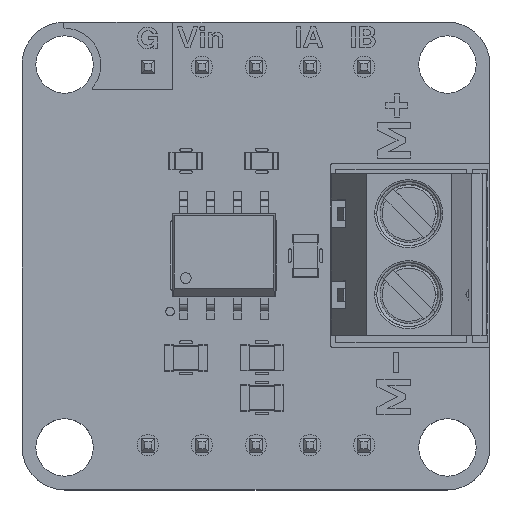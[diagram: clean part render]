
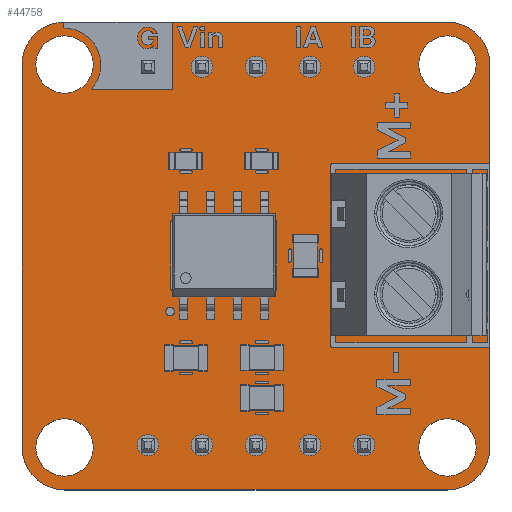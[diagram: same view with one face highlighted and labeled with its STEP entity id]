
A CAD part, top view. The second image highlights one B-rep face of the part: STEP entity #44758.
In plain terms, the highlighted planar face has unit normal (0, 0, 1).
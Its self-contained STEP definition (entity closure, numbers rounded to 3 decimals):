
#44433 = VERTEX_POINT('',#44434);
#44434 = CARTESIAN_POINT('',(8.998,11.,1.51));
#44440 = EDGE_CURVE('',#44433,#44441,#44443,.T.);
#44441 = VERTEX_POINT('',#44442);
#44442 = CARTESIAN_POINT('',(10.998,9.,1.51));
#44443 = CIRCLE('',#44444,2.);
#44444 = AXIS2_PLACEMENT_3D('',#44445,#44446,#44447);
#44445 = CARTESIAN_POINT('',(8.998,9.,1.51));
#44446 = DIRECTION('',(0.,0.,-1.));
#44447 = DIRECTION('',(0.,1.,0.));
#44475 = VERTEX_POINT('',#44476);
#44476 = CARTESIAN_POINT('',(-8.993,11.,1.51));
#44482 = EDGE_CURVE('',#44475,#44433,#44483,.T.);
#44483 = LINE('',#44484,#44485);
#44484 = CARTESIAN_POINT('',(-8.993,11.,1.51));
#44485 = VECTOR('',#44486,1.);
#44486 = DIRECTION('',(1.,0.,0.));
#44504 = EDGE_CURVE('',#44441,#44505,#44507,.T.);
#44505 = VERTEX_POINT('',#44506);
#44506 = CARTESIAN_POINT('',(10.998,-9.,1.51));
#44507 = LINE('',#44508,#44509);
#44508 = CARTESIAN_POINT('',(10.998,9.,1.51));
#44509 = VECTOR('',#44510,1.);
#44510 = DIRECTION('',(0.,-1.,0.));
#44758 = ADVANCED_FACE('',(#44759,#44805,#44816,#44827,#44838,#44849,
    #44860,#44871,#44882,#44893,#44904,#44915,#44926,#44937,#44948,
    #44959,#44970),#44981,.T.);
#44759 = FACE_BOUND('',#44760,.T.);
#44760 = EDGE_LOOP('',(#44761,#44762,#44763,#44772,#44780,#44789,#44797,
    #44804));
#44761 = ORIENTED_EDGE('',*,*,#44440,.F.);
#44762 = ORIENTED_EDGE('',*,*,#44482,.F.);
#44763 = ORIENTED_EDGE('',*,*,#44764,.F.);
#44764 = EDGE_CURVE('',#44765,#44475,#44767,.T.);
#44765 = VERTEX_POINT('',#44766);
#44766 = CARTESIAN_POINT('',(-11.002,9.,1.51));
#44767 = CIRCLE('',#44768,2.);
#44768 = AXIS2_PLACEMENT_3D('',#44769,#44770,#44771);
#44769 = CARTESIAN_POINT('',(-9.002,9.,1.51));
#44770 = DIRECTION('',(0.,0.,-1.));
#44771 = DIRECTION('',(-1.,0.,0.));
#44772 = ORIENTED_EDGE('',*,*,#44773,.F.);
#44773 = EDGE_CURVE('',#44774,#44765,#44776,.T.);
#44774 = VERTEX_POINT('',#44775);
#44775 = CARTESIAN_POINT('',(-11.002,-9.,1.51));
#44776 = LINE('',#44777,#44778);
#44777 = CARTESIAN_POINT('',(-11.002,-9.,1.51));
#44778 = VECTOR('',#44779,1.);
#44779 = DIRECTION('',(0.,1.,0.));
#44780 = ORIENTED_EDGE('',*,*,#44781,.F.);
#44781 = EDGE_CURVE('',#44782,#44774,#44784,.T.);
#44782 = VERTEX_POINT('',#44783);
#44783 = CARTESIAN_POINT('',(-9.002,-11.,1.51));
#44784 = CIRCLE('',#44785,2.);
#44785 = AXIS2_PLACEMENT_3D('',#44786,#44787,#44788);
#44786 = CARTESIAN_POINT('',(-9.002,-9.,1.51));
#44787 = DIRECTION('',(0.,0.,-1.));
#44788 = DIRECTION('',(0.,-1.,0.));
#44789 = ORIENTED_EDGE('',*,*,#44790,.F.);
#44790 = EDGE_CURVE('',#44791,#44782,#44793,.T.);
#44791 = VERTEX_POINT('',#44792);
#44792 = CARTESIAN_POINT('',(8.998,-11.,1.51));
#44793 = LINE('',#44794,#44795);
#44794 = CARTESIAN_POINT('',(8.998,-11.,1.51));
#44795 = VECTOR('',#44796,1.);
#44796 = DIRECTION('',(-1.,0.,0.));
#44797 = ORIENTED_EDGE('',*,*,#44798,.F.);
#44798 = EDGE_CURVE('',#44505,#44791,#44799,.T.);
#44799 = CIRCLE('',#44800,2.);
#44800 = AXIS2_PLACEMENT_3D('',#44801,#44802,#44803);
#44801 = CARTESIAN_POINT('',(8.998,-9.,1.51));
#44802 = DIRECTION('',(0.,0.,-1.));
#44803 = DIRECTION('',(1.,0.,0.));
#44804 = ORIENTED_EDGE('',*,*,#44504,.F.);
#44805 = FACE_BOUND('',#44806,.T.);
#44806 = EDGE_LOOP('',(#44807));
#44807 = ORIENTED_EDGE('',*,*,#44808,.T.);
#44808 = EDGE_CURVE('',#44809,#44809,#44811,.T.);
#44809 = VERTEX_POINT('',#44810);
#44810 = CARTESIAN_POINT('',(-9.002,-10.35,1.51));
#44811 = CIRCLE('',#44812,1.35);
#44812 = AXIS2_PLACEMENT_3D('',#44813,#44814,#44815);
#44813 = CARTESIAN_POINT('',(-9.002,-9.,1.51));
#44814 = DIRECTION('',(-0.,0.,-1.));
#44815 = DIRECTION('',(-0.,-1.,0.));
#44816 = FACE_BOUND('',#44817,.T.);
#44817 = EDGE_LOOP('',(#44818));
#44818 = ORIENTED_EDGE('',*,*,#44819,.T.);
#44819 = EDGE_CURVE('',#44820,#44820,#44822,.T.);
#44820 = VERTEX_POINT('',#44821);
#44821 = CARTESIAN_POINT('',(-5.082,-9.39,1.51));
#44822 = CIRCLE('',#44823,0.5);
#44823 = AXIS2_PLACEMENT_3D('',#44824,#44825,#44826);
#44824 = CARTESIAN_POINT('',(-5.082,-8.89,1.51));
#44825 = DIRECTION('',(-0.,0.,-1.));
#44826 = DIRECTION('',(-0.,-1.,0.));
#44827 = FACE_BOUND('',#44828,.T.);
#44828 = EDGE_LOOP('',(#44829));
#44829 = ORIENTED_EDGE('',*,*,#44830,.T.);
#44830 = EDGE_CURVE('',#44831,#44831,#44833,.T.);
#44831 = VERTEX_POINT('',#44832);
#44832 = CARTESIAN_POINT('',(-2.542,-9.39,1.51));
#44833 = CIRCLE('',#44834,0.5);
#44834 = AXIS2_PLACEMENT_3D('',#44835,#44836,#44837);
#44835 = CARTESIAN_POINT('',(-2.542,-8.89,1.51));
#44836 = DIRECTION('',(-0.,0.,-1.));
#44837 = DIRECTION('',(-0.,-1.,0.));
#44838 = FACE_BOUND('',#44839,.T.);
#44839 = EDGE_LOOP('',(#44840));
#44840 = ORIENTED_EDGE('',*,*,#44841,.T.);
#44841 = EDGE_CURVE('',#44842,#44842,#44844,.T.);
#44842 = VERTEX_POINT('',#44843);
#44843 = CARTESIAN_POINT('',(-0.002,-9.39,1.51));
#44844 = CIRCLE('',#44845,0.5);
#44845 = AXIS2_PLACEMENT_3D('',#44846,#44847,#44848);
#44846 = CARTESIAN_POINT('',(-0.002,-8.89,1.51));
#44847 = DIRECTION('',(-0.,0.,-1.));
#44848 = DIRECTION('',(0.,-1.,-0.));
#44849 = FACE_BOUND('',#44850,.T.);
#44850 = EDGE_LOOP('',(#44851));
#44851 = ORIENTED_EDGE('',*,*,#44852,.T.);
#44852 = EDGE_CURVE('',#44853,#44853,#44855,.T.);
#44853 = VERTEX_POINT('',#44854);
#44854 = CARTESIAN_POINT('',(2.538,-9.39,1.51));
#44855 = CIRCLE('',#44856,0.5);
#44856 = AXIS2_PLACEMENT_3D('',#44857,#44858,#44859);
#44857 = CARTESIAN_POINT('',(2.538,-8.89,1.51));
#44858 = DIRECTION('',(-0.,0.,-1.));
#44859 = DIRECTION('',(-0.,-1.,0.));
#44860 = FACE_BOUND('',#44861,.T.);
#44861 = EDGE_LOOP('',(#44862));
#44862 = ORIENTED_EDGE('',*,*,#44863,.T.);
#44863 = EDGE_CURVE('',#44864,#44864,#44866,.T.);
#44864 = VERTEX_POINT('',#44865);
#44865 = CARTESIAN_POINT('',(5.078,-9.39,1.51));
#44866 = CIRCLE('',#44867,0.5);
#44867 = AXIS2_PLACEMENT_3D('',#44868,#44869,#44870);
#44868 = CARTESIAN_POINT('',(5.078,-8.89,1.51));
#44869 = DIRECTION('',(-0.,0.,-1.));
#44870 = DIRECTION('',(-0.,-1.,0.));
#44871 = FACE_BOUND('',#44872,.T.);
#44872 = EDGE_LOOP('',(#44873));
#44873 = ORIENTED_EDGE('',*,*,#44874,.T.);
#44874 = EDGE_CURVE('',#44875,#44875,#44877,.T.);
#44875 = VERTEX_POINT('',#44876);
#44876 = CARTESIAN_POINT('',(8.998,-10.35,1.51));
#44877 = CIRCLE('',#44878,1.35);
#44878 = AXIS2_PLACEMENT_3D('',#44879,#44880,#44881);
#44879 = CARTESIAN_POINT('',(8.998,-9.,1.51));
#44880 = DIRECTION('',(-0.,0.,-1.));
#44881 = DIRECTION('',(-0.,-1.,0.));
#44882 = FACE_BOUND('',#44883,.T.);
#44883 = EDGE_LOOP('',(#44884));
#44884 = ORIENTED_EDGE('',*,*,#44885,.T.);
#44885 = EDGE_CURVE('',#44886,#44886,#44888,.T.);
#44886 = VERTEX_POINT('',#44887);
#44887 = CARTESIAN_POINT('',(7.027,-2.645,1.51));
#44888 = CIRCLE('',#44889,0.75);
#44889 = AXIS2_PLACEMENT_3D('',#44890,#44891,#44892);
#44890 = CARTESIAN_POINT('',(7.027,-1.895,1.51));
#44891 = DIRECTION('',(-0.,0.,-1.));
#44892 = DIRECTION('',(-0.,-1.,0.));
#44893 = FACE_BOUND('',#44894,.T.);
#44894 = EDGE_LOOP('',(#44895));
#44895 = ORIENTED_EDGE('',*,*,#44896,.T.);
#44896 = EDGE_CURVE('',#44897,#44897,#44899,.T.);
#44897 = VERTEX_POINT('',#44898);
#44898 = CARTESIAN_POINT('',(-9.002,7.65,1.51));
#44899 = CIRCLE('',#44900,1.35);
#44900 = AXIS2_PLACEMENT_3D('',#44901,#44902,#44903);
#44901 = CARTESIAN_POINT('',(-9.002,9.,1.51));
#44902 = DIRECTION('',(-0.,0.,-1.));
#44903 = DIRECTION('',(-0.,-1.,0.));
#44904 = FACE_BOUND('',#44905,.T.);
#44905 = EDGE_LOOP('',(#44906));
#44906 = ORIENTED_EDGE('',*,*,#44907,.T.);
#44907 = EDGE_CURVE('',#44908,#44908,#44910,.T.);
#44908 = VERTEX_POINT('',#44909);
#44909 = CARTESIAN_POINT('',(-5.082,8.39,1.51));
#44910 = CIRCLE('',#44911,0.5);
#44911 = AXIS2_PLACEMENT_3D('',#44912,#44913,#44914);
#44912 = CARTESIAN_POINT('',(-5.082,8.89,1.51));
#44913 = DIRECTION('',(-0.,0.,-1.));
#44914 = DIRECTION('',(-0.,-1.,0.));
#44915 = FACE_BOUND('',#44916,.T.);
#44916 = EDGE_LOOP('',(#44917));
#44917 = ORIENTED_EDGE('',*,*,#44918,.T.);
#44918 = EDGE_CURVE('',#44919,#44919,#44921,.T.);
#44919 = VERTEX_POINT('',#44920);
#44920 = CARTESIAN_POINT('',(-2.542,8.39,1.51));
#44921 = CIRCLE('',#44922,0.5);
#44922 = AXIS2_PLACEMENT_3D('',#44923,#44924,#44925);
#44923 = CARTESIAN_POINT('',(-2.542,8.89,1.51));
#44924 = DIRECTION('',(-0.,0.,-1.));
#44925 = DIRECTION('',(-0.,-1.,0.));
#44926 = FACE_BOUND('',#44927,.T.);
#44927 = EDGE_LOOP('',(#44928));
#44928 = ORIENTED_EDGE('',*,*,#44929,.T.);
#44929 = EDGE_CURVE('',#44930,#44930,#44932,.T.);
#44930 = VERTEX_POINT('',#44931);
#44931 = CARTESIAN_POINT('',(7.027,1.165,1.51));
#44932 = CIRCLE('',#44933,0.75);
#44933 = AXIS2_PLACEMENT_3D('',#44934,#44935,#44936);
#44934 = CARTESIAN_POINT('',(7.027,1.915,1.51));
#44935 = DIRECTION('',(-0.,0.,-1.));
#44936 = DIRECTION('',(-0.,-1.,0.));
#44937 = FACE_BOUND('',#44938,.T.);
#44938 = EDGE_LOOP('',(#44939));
#44939 = ORIENTED_EDGE('',*,*,#44940,.T.);
#44940 = EDGE_CURVE('',#44941,#44941,#44943,.T.);
#44941 = VERTEX_POINT('',#44942);
#44942 = CARTESIAN_POINT('',(-0.002,8.39,1.51));
#44943 = CIRCLE('',#44944,0.5);
#44944 = AXIS2_PLACEMENT_3D('',#44945,#44946,#44947);
#44945 = CARTESIAN_POINT('',(-0.002,8.89,1.51));
#44946 = DIRECTION('',(-0.,0.,-1.));
#44947 = DIRECTION('',(0.,-1.,-0.));
#44948 = FACE_BOUND('',#44949,.T.);
#44949 = EDGE_LOOP('',(#44950));
#44950 = ORIENTED_EDGE('',*,*,#44951,.T.);
#44951 = EDGE_CURVE('',#44952,#44952,#44954,.T.);
#44952 = VERTEX_POINT('',#44953);
#44953 = CARTESIAN_POINT('',(2.538,8.39,1.51));
#44954 = CIRCLE('',#44955,0.5);
#44955 = AXIS2_PLACEMENT_3D('',#44956,#44957,#44958);
#44956 = CARTESIAN_POINT('',(2.538,8.89,1.51));
#44957 = DIRECTION('',(-0.,0.,-1.));
#44958 = DIRECTION('',(-0.,-1.,0.));
#44959 = FACE_BOUND('',#44960,.T.);
#44960 = EDGE_LOOP('',(#44961));
#44961 = ORIENTED_EDGE('',*,*,#44962,.T.);
#44962 = EDGE_CURVE('',#44963,#44963,#44965,.T.);
#44963 = VERTEX_POINT('',#44964);
#44964 = CARTESIAN_POINT('',(5.078,8.39,1.51));
#44965 = CIRCLE('',#44966,0.5);
#44966 = AXIS2_PLACEMENT_3D('',#44967,#44968,#44969);
#44967 = CARTESIAN_POINT('',(5.078,8.89,1.51));
#44968 = DIRECTION('',(-0.,0.,-1.));
#44969 = DIRECTION('',(-0.,-1.,0.));
#44970 = FACE_BOUND('',#44971,.T.);
#44971 = EDGE_LOOP('',(#44972));
#44972 = ORIENTED_EDGE('',*,*,#44973,.T.);
#44973 = EDGE_CURVE('',#44974,#44974,#44976,.T.);
#44974 = VERTEX_POINT('',#44975);
#44975 = CARTESIAN_POINT('',(8.998,7.65,1.51));
#44976 = CIRCLE('',#44977,1.35);
#44977 = AXIS2_PLACEMENT_3D('',#44978,#44979,#44980);
#44978 = CARTESIAN_POINT('',(8.998,9.,1.51));
#44979 = DIRECTION('',(-0.,0.,-1.));
#44980 = DIRECTION('',(-0.,-1.,0.));
#44981 = PLANE('',#44982);
#44982 = AXIS2_PLACEMENT_3D('',#44983,#44984,#44985);
#44983 = CARTESIAN_POINT('',(0.,0.,1.51));
#44984 = DIRECTION('',(0.,0.,1.));
#44985 = DIRECTION('',(1.,0.,-0.));
